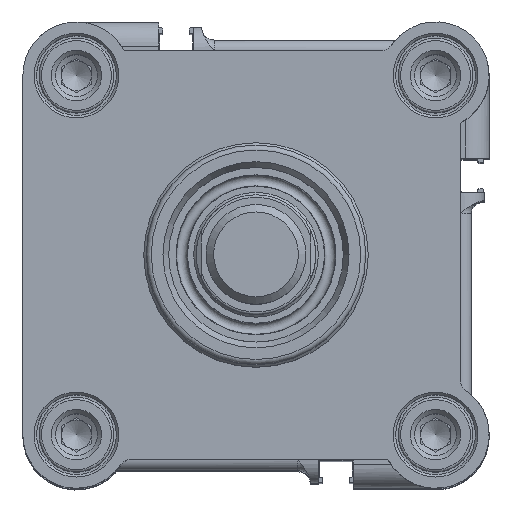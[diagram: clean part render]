
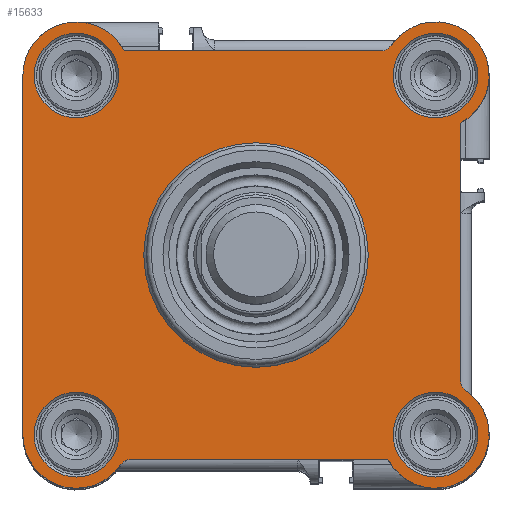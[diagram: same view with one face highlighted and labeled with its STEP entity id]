
A CAD part, top view. The second image highlights one B-rep face of the part: STEP entity #15633.
In plain terms, the highlighted planar face has unit normal (0, 0, 1).
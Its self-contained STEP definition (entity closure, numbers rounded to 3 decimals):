
#540=FACE_BOUND('',#3987,.T.);
#541=FACE_BOUND('',#3988,.T.);
#542=FACE_BOUND('',#3989,.T.);
#543=FACE_BOUND('',#3990,.T.);
#544=FACE_BOUND('',#3991,.T.);
#1312=CIRCLE('',#17026,2.5);
#1313=CIRCLE('',#17028,10.75);
#1315=CIRCLE('',#17031,2.5);
#1316=CIRCLE('',#17033,10.75);
#1332=CIRCLE('',#17068,2.5);
#1333=CIRCLE('',#17070,10.75);
#1354=CIRCLE('',#17115,8.5);
#1355=CIRCLE('',#17117,10.75);
#1356=CIRCLE('',#17118,8.5);
#1357=CIRCLE('',#17119,8.5);
#1358=CIRCLE('',#17120,22.5);
#1359=CIRCLE('',#17121,8.5);
#2775=FACE_OUTER_BOUND('',#3986,.T.);
#3986=EDGE_LOOP('',(#12175,#12176,#12177,#12178,#12179,#12180,#12181,#12182,
#12183,#12184,#12185));
#3987=EDGE_LOOP('',(#12186));
#3988=EDGE_LOOP('',(#12187));
#3989=EDGE_LOOP('',(#12188));
#3990=EDGE_LOOP('',(#12189));
#3991=EDGE_LOOP('',(#12190));
#5482=LINE('',#26424,#6347);
#5531=LINE('',#26709,#6396);
#5535=LINE('',#26716,#6400);
#5567=LINE('',#26860,#6432);
#6347=VECTOR('',#19936,72.);
#6396=VECTOR('',#20095,51.5);
#6400=VECTOR('',#20101,51.5);
#6432=VECTOR('',#20201,51.5);
#7388=VERTEX_POINT('',#26420);
#7390=VERTEX_POINT('',#26423);
#7441=VERTEX_POINT('',#26676);
#7442=VERTEX_POINT('',#26678);
#7444=VERTEX_POINT('',#26687);
#7445=VERTEX_POINT('',#26689);
#7446=VERTEX_POINT('',#26693);
#7451=VERTEX_POINT('',#26714);
#7483=VERTEX_POINT('',#26847);
#7484=VERTEX_POINT('',#26849);
#7485=VERTEX_POINT('',#26858);
#7506=VERTEX_POINT('',#26924);
#7507=VERTEX_POINT('',#26928);
#7508=VERTEX_POINT('',#26930);
#7509=VERTEX_POINT('',#26932);
#7510=VERTEX_POINT('',#26934);
#9127=EDGE_CURVE('',#7388,#7390,#5482,.T.);
#9194=EDGE_CURVE('',#7441,#7442,#1312,.T.);
#9196=EDGE_CURVE('',#7442,#7388,#1313,.T.);
#9200=EDGE_CURVE('',#7444,#7445,#1315,.T.);
#9202=EDGE_CURVE('',#7446,#7445,#1316,.T.);
#9211=EDGE_CURVE('',#7441,#7446,#5531,.T.);
#9215=EDGE_CURVE('',#7444,#7451,#5535,.T.);
#9262=EDGE_CURVE('',#7483,#7484,#1332,.T.);
#9265=EDGE_CURVE('',#7451,#7484,#1333,.T.);
#9268=EDGE_CURVE('',#7483,#7485,#5567,.T.);
#9290=EDGE_CURVE('',#7506,#7506,#1354,.T.);
#9291=EDGE_CURVE('',#7485,#7390,#1355,.T.);
#9292=EDGE_CURVE('',#7507,#7507,#1356,.T.);
#9293=EDGE_CURVE('',#7508,#7508,#1357,.T.);
#9294=EDGE_CURVE('',#7509,#7509,#1358,.T.);
#9295=EDGE_CURVE('',#7510,#7510,#1359,.T.);
#12175=ORIENTED_EDGE('',*,*,#9265,.T.);
#12176=ORIENTED_EDGE('',*,*,#9262,.F.);
#12177=ORIENTED_EDGE('',*,*,#9268,.T.);
#12178=ORIENTED_EDGE('',*,*,#9291,.T.);
#12179=ORIENTED_EDGE('',*,*,#9127,.F.);
#12180=ORIENTED_EDGE('',*,*,#9196,.F.);
#12181=ORIENTED_EDGE('',*,*,#9194,.F.);
#12182=ORIENTED_EDGE('',*,*,#9211,.T.);
#12183=ORIENTED_EDGE('',*,*,#9202,.T.);
#12184=ORIENTED_EDGE('',*,*,#9200,.F.);
#12185=ORIENTED_EDGE('',*,*,#9215,.T.);
#12186=ORIENTED_EDGE('',*,*,#9292,.F.);
#12187=ORIENTED_EDGE('',*,*,#9293,.F.);
#12188=ORIENTED_EDGE('',*,*,#9294,.T.);
#12189=ORIENTED_EDGE('',*,*,#9295,.F.);
#12190=ORIENTED_EDGE('',*,*,#9290,.F.);
#14945=PLANE('',#17116);
#15633=ADVANCED_FACE('',(#2775,#540,#541,#542,#543,#544),#14945,.F.);
#17026=AXIS2_PLACEMENT_3D('',#26679,#20060,#20061);
#17028=AXIS2_PLACEMENT_3D('',#26682,#20065,#20066);
#17031=AXIS2_PLACEMENT_3D('',#26690,#20073,#20074);
#17033=AXIS2_PLACEMENT_3D('',#26694,#20078,#20079);
#17068=AXIS2_PLACEMENT_3D('',#26850,#20187,#20188);
#17070=AXIS2_PLACEMENT_3D('',#26854,#20193,#20194);
#17115=AXIS2_PLACEMENT_3D('',#26925,#20287,#20288);
#17116=AXIS2_PLACEMENT_3D('',#26926,#20289,#20290);
#17117=AXIS2_PLACEMENT_3D('',#26927,#20291,#20292);
#17118=AXIS2_PLACEMENT_3D('',#26929,#20293,#20294);
#17119=AXIS2_PLACEMENT_3D('',#26931,#20295,#20296);
#17120=AXIS2_PLACEMENT_3D('',#26933,#20297,#20298);
#17121=AXIS2_PLACEMENT_3D('',#26935,#20299,#20300);
#19936=DIRECTION('',(0.,1.,0.));
#20060=DIRECTION('center_axis',(0.,0.,1.));
#20061=DIRECTION('ref_axis',(-0.468,0.884,0.));
#20065=DIRECTION('center_axis',(0.,0.,-1.));
#20066=DIRECTION('ref_axis',(-0.707,-0.707,0.));
#20073=DIRECTION('center_axis',(0.,0.,1.));
#20074=DIRECTION('ref_axis',(-0.884,-0.468,0.));
#20078=DIRECTION('center_axis',(0.,0.,1.));
#20079=DIRECTION('ref_axis',(0.,1.,0.));
#20095=DIRECTION('',(1.,0.,0.));
#20101=DIRECTION('',(0.,1.,0.));
#20187=DIRECTION('center_axis',(0.,0.,1.));
#20188=DIRECTION('ref_axis',(0.468,-0.884,0.));
#20193=DIRECTION('center_axis',(0.,0.,1.));
#20194=DIRECTION('ref_axis',(-1.,0.,0.));
#20201=DIRECTION('',(-1.,0.,0.));
#20287=DIRECTION('center_axis',(0.,0.,1.));
#20288=DIRECTION('ref_axis',(-1.,0.,0.));
#20289=DIRECTION('center_axis',(0.,0.,-1.));
#20290=DIRECTION('ref_axis',(-1.,0.,0.));
#20291=DIRECTION('center_axis',(0.,0.,1.));
#20292=DIRECTION('ref_axis',(0.,-1.,0.));
#20293=DIRECTION('center_axis',(0.,0.,1.));
#20294=DIRECTION('ref_axis',(-1.,0.,0.));
#20295=DIRECTION('center_axis',(0.,0.,1.));
#20296=DIRECTION('ref_axis',(-1.,0.,0.));
#20297=DIRECTION('center_axis',(0.,0.,-1.));
#20298=DIRECTION('ref_axis',(-1.,0.,0.));
#20299=DIRECTION('center_axis',(0.,0.,1.));
#20300=DIRECTION('ref_axis',(-1.,0.,0.));
#26420=CARTESIAN_POINT('',(-46.75,-36.,208.));
#26423=CARTESIAN_POINT('',(-46.75,36.,208.));
#26424=CARTESIAN_POINT('',(-46.75,-46.75,208.));
#26676=CARTESIAN_POINT('',(-25.043,-40.95,208.));
#26678=CARTESIAN_POINT('',(-27.11,-42.044,208.));
#26679=CARTESIAN_POINT('Origin',(-25.043,-43.45,208.));
#26682=CARTESIAN_POINT('Origin',(-36.,-36.,208.));
#26687=CARTESIAN_POINT('',(40.95,-25.043,208.));
#26689=CARTESIAN_POINT('',(42.044,-27.11,208.));
#26690=CARTESIAN_POINT('Origin',(43.45,-25.043,208.));
#26693=CARTESIAN_POINT('',(26.457,-40.95,208.));
#26694=CARTESIAN_POINT('Origin',(36.,-36.,208.));
#26709=CARTESIAN_POINT('',(-13.229,-40.95,208.));
#26714=CARTESIAN_POINT('',(40.95,26.457,208.));
#26716=CARTESIAN_POINT('',(40.95,-13.229,208.));
#26847=CARTESIAN_POINT('',(25.043,40.95,208.));
#26849=CARTESIAN_POINT('',(27.11,42.044,208.));
#26850=CARTESIAN_POINT('Origin',(25.043,43.45,208.));
#26854=CARTESIAN_POINT('Origin',(36.,36.,208.));
#26858=CARTESIAN_POINT('',(-26.457,40.95,208.));
#26860=CARTESIAN_POINT('',(13.229,40.95,208.));
#26924=CARTESIAN_POINT('',(44.5,36.,208.));
#26925=CARTESIAN_POINT('Origin',(36.,36.,208.));
#26926=CARTESIAN_POINT('Origin',(0.,0.,
208.));
#26927=CARTESIAN_POINT('Origin',(-36.,36.,208.));
#26928=CARTESIAN_POINT('',(-27.5,36.,208.));
#26929=CARTESIAN_POINT('Origin',(-36.,36.,208.));
#26930=CARTESIAN_POINT('',(44.5,-36.,208.));
#26931=CARTESIAN_POINT('Origin',(36.,-36.,208.));
#26932=CARTESIAN_POINT('',(22.5,0.,208.));
#26933=CARTESIAN_POINT('Origin',(0.,0.,208.));
#26934=CARTESIAN_POINT('',(-27.5,-36.,208.));
#26935=CARTESIAN_POINT('Origin',(-36.,-36.,208.));
